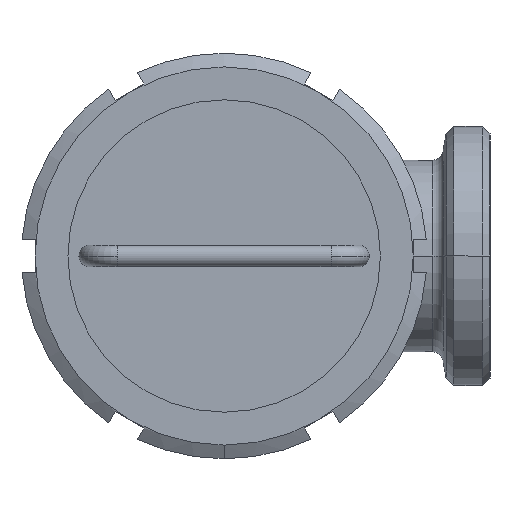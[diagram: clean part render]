
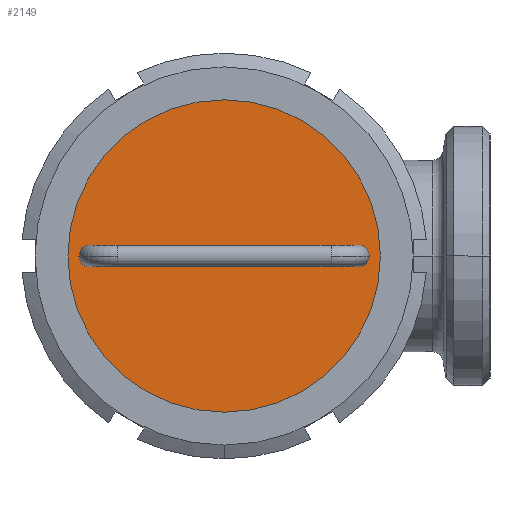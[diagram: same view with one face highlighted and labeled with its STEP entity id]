
A CAD part, left-side view. The second image highlights one B-rep face of the part: STEP entity #2149.
In plain terms, the highlighted planar face has unit normal (-1, 0, 0).
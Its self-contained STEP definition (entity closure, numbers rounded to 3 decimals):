
#10 = DIRECTION ( 'NONE',  ( 0., 0., -1. ) ) ;
#55 = CARTESIAN_POINT ( 'NONE',  ( -93.5, 49., 0. ) ) ;
#101 = VERTEX_POINT ( 'NONE', #121 ) ;
#121 = CARTESIAN_POINT ( 'NONE',  ( -93.5, -49., 4. ) ) ;
#179 = EDGE_CURVE ( 'Defeature ausgef�hrt1_5+Defeature ausgef�hrt1_4+Defeature ausgef�hrt1_4+Defeature ausgef�hrt1_4', #2611, #1850, #268, .T. ) ;
#195 = CIRCLE ( 'NONE', #3503, 4. ) ;
#268 = CIRCLE ( 'NONE', #2120, 4. ) ;
#371 = EDGE_LOOP ( 'NONE', ( #1313, #1154 ) ) ;
#384 = CARTESIAN_POINT ( 'NONE',  ( -93.5, 0., -57. ) ) ;
#566 = DIRECTION ( 'NONE',  ( -1., 0., 0. ) ) ;
#587 = EDGE_LOOP ( 'NONE', ( #2501, #1244 ) ) ;
#618 = DIRECTION ( 'NONE',  ( 0., 0., -1. ) ) ;
#622 = VERTEX_POINT ( 'NONE', #2933 ) ;
#856 = CARTESIAN_POINT ( 'NONE',  ( -93.5, 0., 0. ) ) ;
#991 = VERTEX_POINT ( 'NONE', #3395 ) ;
#1041 = CIRCLE ( 'NONE', #1899, 57. ) ;
#1098 = DIRECTION ( 'NONE',  ( 1., 0., 0. ) ) ;
#1154 = ORIENTED_EDGE ( 'NONE', *, *, #1261, .T. ) ;
#1177 = ORIENTED_EDGE ( 'NONE', *, *, #179, .T. ) ;
#1244 = ORIENTED_EDGE ( 'NONE', *, *, #1939, .T. ) ;
#1261 = EDGE_CURVE ( 'Defeature ausgef�hrt1_5+Defeature ausgef�hrt1_37+Defeature ausgef�hrt1_37+Defeature ausgef�hrt1_37', #991, #2936, #1041, .T. ) ;
#1263 = CARTESIAN_POINT ( 'NONE',  ( -93.5, 49., -4. ) ) ;
#1288 = CARTESIAN_POINT ( 'NONE',  ( -93.5, 49., 0. ) ) ;
#1313 = ORIENTED_EDGE ( 'NONE', *, *, #1426, .T. ) ;
#1369 = ORIENTED_EDGE ( 'NONE', *, *, #2461, .T. ) ;
#1426 = EDGE_CURVE ( 'Defeature ausgef�hrt1_5+Defeature ausgef�hrt1_37+Defeature ausgef�hrt1_37+Defeature ausgef�hrt1_37', #2936, #991, #2060, .T. ) ;
#1510 = AXIS2_PLACEMENT_3D ( 'NONE', #2882, #3444, #1824 ) ;
#1524 = PLANE ( 'NONE',  #1510 ) ;
#1684 = DIRECTION ( 'NONE',  ( 0., 0., -1. ) ) ;
#1824 = DIRECTION ( 'NONE',  ( 0., 0., -1. ) ) ;
#1850 = VERTEX_POINT ( 'NONE', #1263 ) ;
#1899 = AXIS2_PLACEMENT_3D ( 'NONE', #856, #566, #3272 ) ;
#1939 = EDGE_CURVE ( 'Defeature ausgef�hrt1_5+Defeature ausgef�hrt1_0+Defeature ausgef�hrt1_0+Defeature ausgef�hrt1_0', #622, #101, #2694, .T. ) ;
#1946 = AXIS2_PLACEMENT_3D ( 'NONE', #2251, #1979, #10 ) ;
#1979 = DIRECTION ( 'NONE',  ( -1., 0., 0. ) ) ;
#2002 = EDGE_LOOP ( 'NONE', ( #1177, #1369 ) ) ;
#2006 = CARTESIAN_POINT ( 'NONE',  ( -93.5, -49., 0. ) ) ;
#2019 = DIRECTION ( 'NONE',  ( 1., 0., 0. ) ) ;
#2060 = CIRCLE ( 'NONE', #1946, 57. ) ;
#2120 = AXIS2_PLACEMENT_3D ( 'NONE', #1288, #3176, #2660 ) ;
#2149 = ADVANCED_FACE ( 'Defeature ausgef�hrt1_5', ( #3284, #2479, #2687 ), #1524, .F. ) ;
#2251 = CARTESIAN_POINT ( 'NONE',  ( -93.5, 0., 0. ) ) ;
#2461 = EDGE_CURVE ( 'Defeature ausgef�hrt1_5+Defeature ausgef�hrt1_4+Defeature ausgef�hrt1_4+Defeature ausgef�hrt1_4', #1850, #2611, #3020, .T. ) ;
#2479 = FACE_OUTER_BOUND ( 'NONE', #371, .T. ) ;
#2501 = ORIENTED_EDGE ( 'NONE', *, *, #2727, .T. ) ;
#2611 = VERTEX_POINT ( 'NONE', #2752 ) ;
#2660 = DIRECTION ( 'NONE',  ( 0., 0., -1. ) ) ;
#2687 = FACE_BOUND ( 'NONE', #587, .T. ) ;
#2694 = CIRCLE ( 'NONE', #3035, 4. ) ;
#2701 = AXIS2_PLACEMENT_3D ( 'NONE', #55, #3041, #1684 ) ;
#2702 = CARTESIAN_POINT ( 'NONE',  ( -93.5, -49., 0. ) ) ;
#2727 = EDGE_CURVE ( 'Defeature ausgef�hrt1_5+Defeature ausgef�hrt1_0+Defeature ausgef�hrt1_0+Defeature ausgef�hrt1_0', #101, #622, #195, .T. ) ;
#2752 = CARTESIAN_POINT ( 'NONE',  ( -93.5, 49., 4. ) ) ;
#2882 = CARTESIAN_POINT ( 'NONE',  ( -93.5, 69., 0. ) ) ;
#2933 = CARTESIAN_POINT ( 'NONE',  ( -93.5, -49., -4. ) ) ;
#2936 = VERTEX_POINT ( 'NONE', #384 ) ;
#2993 = DIRECTION ( 'NONE',  ( 0., 0., -1. ) ) ;
#3020 = CIRCLE ( 'NONE', #2701, 4. ) ;
#3035 = AXIS2_PLACEMENT_3D ( 'NONE', #2702, #1098, #2993 ) ;
#3041 = DIRECTION ( 'NONE',  ( 1., 0., 0. ) ) ;
#3176 = DIRECTION ( 'NONE',  ( 1., 0., 0. ) ) ;
#3272 = DIRECTION ( 'NONE',  ( 0., 0., -1. ) ) ;
#3284 = FACE_BOUND ( 'NONE', #2002, .T. ) ;
#3395 = CARTESIAN_POINT ( 'NONE',  ( -93.5, 0., 57. ) ) ;
#3444 = DIRECTION ( 'NONE',  ( 1., 0., 0. ) ) ;
#3503 = AXIS2_PLACEMENT_3D ( 'NONE', #2006, #2019, #618 ) ;
